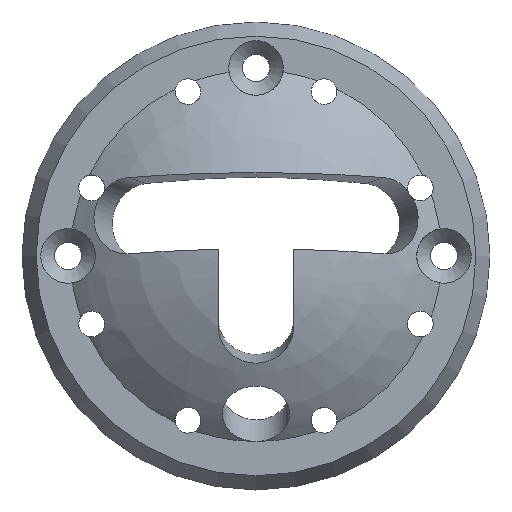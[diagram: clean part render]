
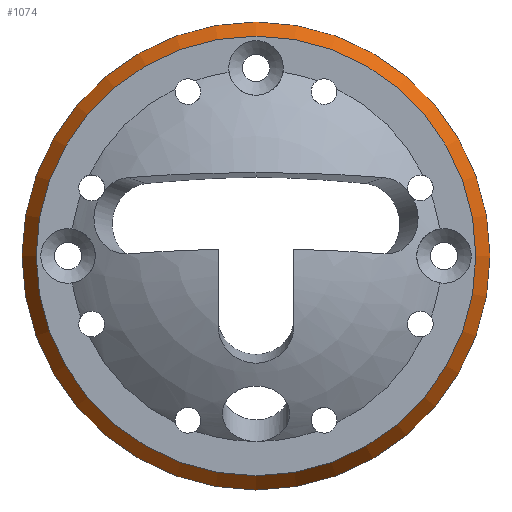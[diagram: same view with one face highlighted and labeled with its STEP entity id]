
A CAD part, top view. The second image highlights one B-rep face of the part: STEP entity #1074.
In plain terms, the highlighted conical face has half-angle 30 degrees and reference radius 36.995 mm.
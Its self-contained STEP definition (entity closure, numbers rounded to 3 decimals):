
#27=CONICAL_SURFACE('',#1218,36.995,0.524);
#85=FACE_OUTER_BOUND('',#130,.T.);
#130=EDGE_LOOP('',(#1004,#1005,#1006,#1007));
#217=LINE('',#2590,#257);
#257=VECTOR('',#1519,36.995);
#267=CIRCLE('',#1102,35.841);
#346=CIRCLE('',#1219,38.15);
#359=VERTEX_POINT('',#1610);
#465=VERTEX_POINT('',#2589);
#481=EDGE_CURVE('',#359,#359,#267,.T.);
#645=EDGE_CURVE('',#359,#465,#217,.T.);
#646=EDGE_CURVE('',#465,#465,#346,.T.);
#1004=ORIENTED_EDGE('',*,*,#481,.T.);
#1005=ORIENTED_EDGE('',*,*,#645,.T.);
#1006=ORIENTED_EDGE('',*,*,#646,.T.);
#1007=ORIENTED_EDGE('',*,*,#645,.F.);
#1074=ADVANCED_FACE('',(#85),#27,.T.);
#1102=AXIS2_PLACEMENT_3D('',#1611,#1250,#1251);
#1218=AXIS2_PLACEMENT_3D('',#2588,#1517,#1518);
#1219=AXIS2_PLACEMENT_3D('',#2591,#1520,#1521);
#1250=DIRECTION('center_axis',(0.,0.,-1.));
#1251=DIRECTION('ref_axis',(1.,0.,0.));
#1517=DIRECTION('center_axis',(0.,0.,-1.));
#1518=DIRECTION('ref_axis',(1.,0.,0.));
#1519=DIRECTION('',(-0.5,0.,-0.866));
#1520=DIRECTION('center_axis',(0.,0.,1.));
#1521=DIRECTION('ref_axis',(1.,0.,0.));
#1610=CARTESIAN_POINT('',(-35.841,0.,6.));
#1611=CARTESIAN_POINT('Origin',(0.,0.,6.));
#2588=CARTESIAN_POINT('Origin',(0.,0.,4.));
#2589=CARTESIAN_POINT('',(-38.15,0.,2.));
#2590=CARTESIAN_POINT('',(-36.995,0.,4.));
#2591=CARTESIAN_POINT('Origin',(0.,0.,2.));
